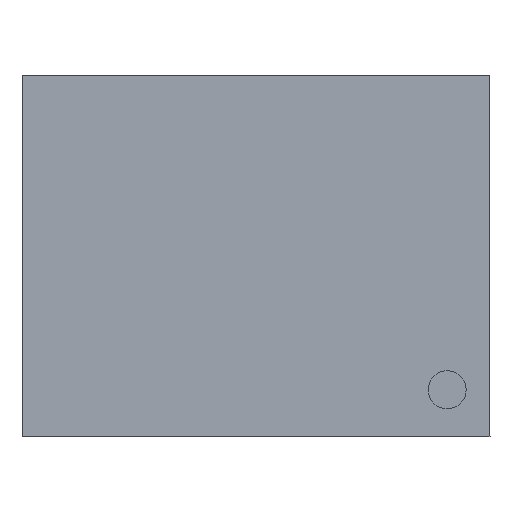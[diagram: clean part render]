
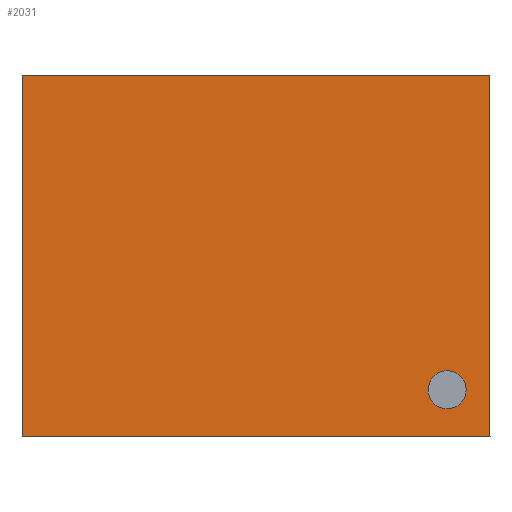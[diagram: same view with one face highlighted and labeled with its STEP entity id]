
A CAD part, top view. The second image highlights one B-rep face of the part: STEP entity #2031.
In plain terms, the highlighted planar face has unit normal (0, 0, 1).
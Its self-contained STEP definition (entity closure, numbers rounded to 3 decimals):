
#21 = CARTESIAN_POINT ( 'NONE',  ( 1.189, 1.539, 0.312 ) ) ;
#45 = LINE ( 'NONE', #779, #1120 ) ;
#56 = CARTESIAN_POINT ( 'NONE',  ( 2.377, 3.078, 0.312 ) ) ;
#79 = VERTEX_POINT ( 'NONE', #474 ) ;
#99 = EDGE_CURVE ( 'NONE', #1310, #79, #794, .T. ) ;
#125 = ORIENTED_EDGE ( 'NONE', *, *, #99, .T. ) ;
#164 = LINE ( 'NONE', #1646, #985 ) ;
#210 = ORIENTED_EDGE ( 'NONE', *, *, #1217, .T. ) ;
#218 = CARTESIAN_POINT ( 'NONE',  ( 1.944, 2.796, 0.312 ) ) ;
#400 = DIRECTION ( 'NONE',  ( 0., 0., -1. ) ) ;
#413 = LINE ( 'NONE', #2346, #625 ) ;
#472 = EDGE_LOOP ( 'NONE', ( #890, #125, #1809, #1508 ) ) ;
#474 = CARTESIAN_POINT ( 'NONE',  ( 2.377, 0., 0.312 ) ) ;
#532 = DIRECTION ( 'NONE',  ( 0., 0., 1. ) ) ;
#556 = DIRECTION ( 'NONE',  ( 1., 0., 0. ) ) ;
#570 = DIRECTION ( 'NONE',  ( 1., 0., 0. ) ) ;
#576 = DIRECTION ( 'NONE',  ( -1., 0., 0. ) ) ;
#589 = CARTESIAN_POINT ( 'NONE',  ( 0., 0., 0.312 ) ) ;
#598 = CARTESIAN_POINT ( 'NONE',  ( 0., 3.078, 0.312 ) ) ;
#604 = DIRECTION ( 'NONE',  ( 0., 1., 0. ) ) ;
#625 = VECTOR ( 'NONE', #576, 1000. ) ;
#729 = VERTEX_POINT ( 'NONE', #218 ) ;
#737 = DIRECTION ( 'NONE',  ( 0., 0., -1. ) ) ;
#749 = CIRCLE ( 'NONE', #2061, 0.125 ) ;
#756 = CARTESIAN_POINT ( 'NONE',  ( 2.069, 2.796, 0.312 ) ) ;
#770 = CARTESIAN_POINT ( 'NONE',  ( 0., 0., 0.312 ) ) ;
#779 = CARTESIAN_POINT ( 'NONE',  ( 2.377, 0., 0.312 ) ) ;
#794 = LINE ( 'NONE', #770, #929 ) ;
#890 = ORIENTED_EDGE ( 'NONE', *, *, #2057, .T. ) ;
#909 = FACE_BOUND ( 'NONE', #1347, .T. ) ;
#927 = VERTEX_POINT ( 'NONE', #598 ) ;
#929 = VECTOR ( 'NONE', #556, 1000. ) ;
#985 = VECTOR ( 'NONE', #1661, 1000. ) ;
#1099 = FACE_OUTER_BOUND ( 'NONE', #472, .T. ) ;
#1120 = VECTOR ( 'NONE', #604, 1000. ) ;
#1217 = EDGE_CURVE ( 'NONE', #729, #1522, #2088, .T. ) ;
#1310 = VERTEX_POINT ( 'NONE', #589 ) ;
#1347 = EDGE_LOOP ( 'NONE', ( #210, #1719 ) ) ;
#1369 = EDGE_CURVE ( 'NONE', #1530, #927, #413, .T. ) ;
#1421 = DIRECTION ( 'NONE',  ( -1., 0., 0. ) ) ;
#1508 = ORIENTED_EDGE ( 'NONE', *, *, #1369, .T. ) ;
#1522 = VERTEX_POINT ( 'NONE', #2038 ) ;
#1530 = VERTEX_POINT ( 'NONE', #56 ) ;
#1646 = CARTESIAN_POINT ( 'NONE',  ( 0., 3.078, 0.312 ) ) ;
#1661 = DIRECTION ( 'NONE',  ( 0., -1., 0. ) ) ;
#1719 = ORIENTED_EDGE ( 'NONE', *, *, #2087, .T. ) ;
#1809 = ORIENTED_EDGE ( 'NONE', *, *, #2194, .T. ) ;
#1882 = AXIS2_PLACEMENT_3D ( 'NONE', #21, #532, #570 ) ;
#1975 = DIRECTION ( 'NONE',  ( -1., 0., 0. ) ) ;
#2031 = ADVANCED_FACE ( 'NONE', ( #909, #1099 ), #2336, .T. ) ;
#2038 = CARTESIAN_POINT ( 'NONE',  ( 2.194, 2.796, 0.312 ) ) ;
#2057 = EDGE_CURVE ( 'NONE', #927, #1310, #164, .T. ) ;
#2061 = AXIS2_PLACEMENT_3D ( 'NONE', #756, #400, #1421 ) ;
#2087 = EDGE_CURVE ( 'NONE', #1522, #729, #749, .T. ) ;
#2088 = CIRCLE ( 'NONE', #2198, 0.125 ) ;
#2189 = CARTESIAN_POINT ( 'NONE',  ( 2.069, 2.796, 0.312 ) ) ;
#2194 = EDGE_CURVE ( 'NONE', #79, #1530, #45, .T. ) ;
#2198 = AXIS2_PLACEMENT_3D ( 'NONE', #2189, #737, #1975 ) ;
#2336 = PLANE ( 'NONE',  #1882 ) ;
#2346 = CARTESIAN_POINT ( 'NONE',  ( 2.377, 3.078, 0.312 ) ) ;
